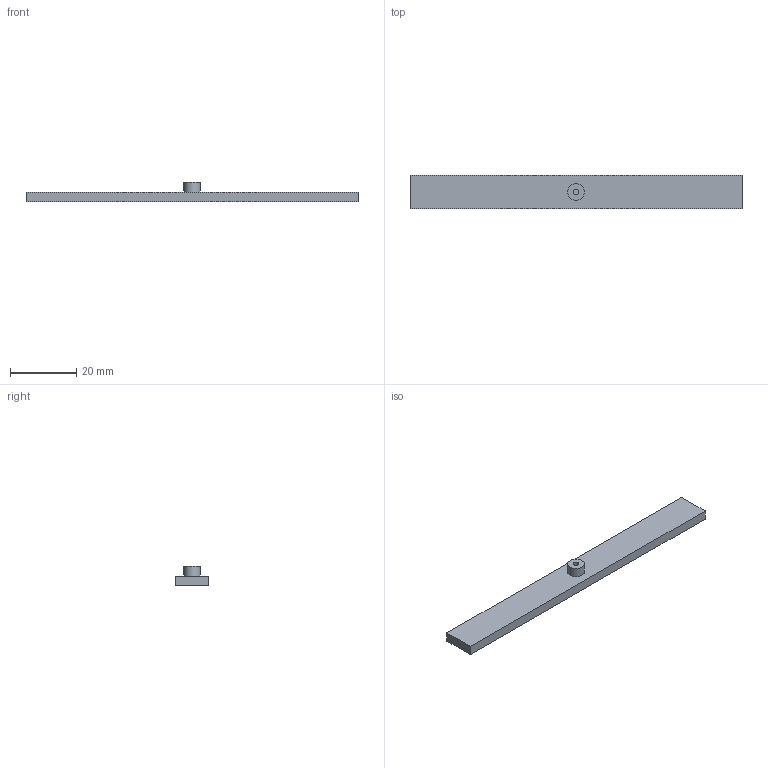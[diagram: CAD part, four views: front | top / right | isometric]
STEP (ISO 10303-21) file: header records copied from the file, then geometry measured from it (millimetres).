
FILE_DESCRIPTION(/* description */ (''),/* implementation_level */ '2;1');
FILE_NAME(/* name */ 'joining .step',/* time_stamp */ '2021-05-31T08:35:43+05:00',/* author */ (''),/* organization */ (''),/* preprocessor_version */ 'ST-DEVELOPER v18.1',/* originating_system */ 'Autodesk Translation Framework v10.9.0.1377',/* authorisation */ '');
FILE_SCHEMA (('AUTOMOTIVE_DESIGN { 1 0 10303 214 3 1 1 }'));
Length unit declared in the file: millimetre
Products named in the file (1): joining
Bounding box: 100 x 10 x 6 mm (x, y, z)
Volume: 3052.9 mm3; surface area: 2722.2 mm2
Topology: 1 solids, 1 shells, 10 faces, 18 edges, 12 vertices
Faces by surface type: plane 8, cylinder 2
Full cylindrical faces by diameter (mm): 1.6 x1, 5 x1
Entity records: 279 total; most frequent: DIRECTION 44, CARTESIAN_POINT 41, ORIENTED_EDGE 36, EDGE_CURVE 18, AXIS2_PLACEMENT_3D 15, LINE 14, VECTOR 14, EDGE_LOOP 12
